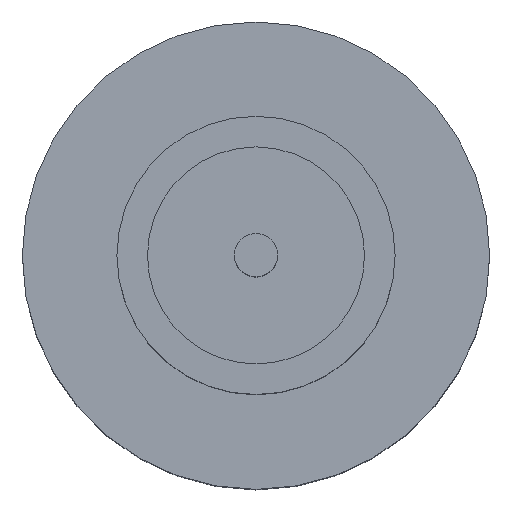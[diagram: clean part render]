
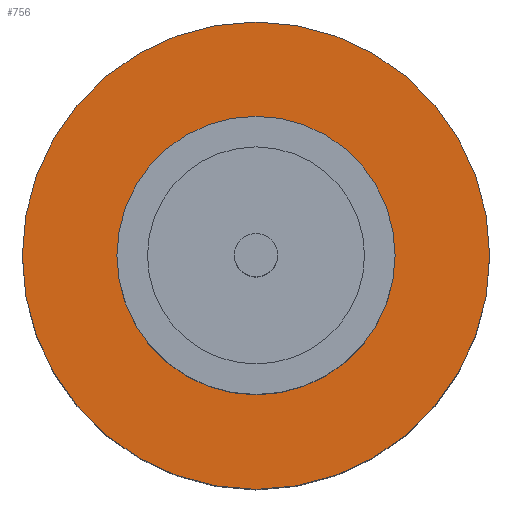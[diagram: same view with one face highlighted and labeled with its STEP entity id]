
A CAD part, top view. The second image highlights one B-rep face of the part: STEP entity #756.
In plain terms, the highlighted planar face has unit normal (0, 0, 1).
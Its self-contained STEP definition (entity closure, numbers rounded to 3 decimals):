
#20 = PLANE ( 'NONE',  #217 ) ;
#26 = CARTESIAN_POINT ( 'NONE',  ( 0., 0., 1.55 ) ) ;
#70 = EDGE_LOOP ( 'NONE', ( #198, #738 ) ) ;
#81 = VERTEX_POINT ( 'NONE', #680 ) ;
#83 = DIRECTION ( 'NONE',  ( 1., 0., 0. ) ) ;
#99 = DIRECTION ( 'NONE',  ( 0., 0., 1. ) ) ;
#109 = CARTESIAN_POINT ( 'NONE',  ( 0., 0., 1.55 ) ) ;
#129 = AXIS2_PLACEMENT_3D ( 'NONE', #410, #472, #83 ) ;
#172 = CIRCLE ( 'NONE', #129, 2.1 ) ;
#197 = EDGE_CURVE ( 'NONE', #526, #81, #293, .T. ) ;
#198 = ORIENTED_EDGE ( 'NONE', *, *, #454, .F. ) ;
#215 = EDGE_CURVE ( 'NONE', #246, #624, #172, .T. ) ;
#217 = AXIS2_PLACEMENT_3D ( 'NONE', #26, #99, #757 ) ;
#228 = CARTESIAN_POINT ( 'NONE',  ( 0., 0., 1.55 ) ) ;
#246 = VERTEX_POINT ( 'NONE', #743 ) ;
#272 = DIRECTION ( 'NONE',  ( 0., 0., 1. ) ) ;
#275 = EDGE_LOOP ( 'NONE', ( #461, #780 ) ) ;
#293 = CIRCLE ( 'NONE', #793, 1.25 ) ;
#327 = FACE_BOUND ( 'NONE', #70, .T. ) ;
#384 = DIRECTION ( 'NONE',  ( 0., 0., 1. ) ) ;
#388 = FACE_OUTER_BOUND ( 'NONE', #275, .T. ) ;
#397 = CARTESIAN_POINT ( 'NONE',  ( 0., 0., 1.55 ) ) ;
#405 = CARTESIAN_POINT ( 'NONE',  ( 2.1, 0., 1.55 ) ) ;
#410 = CARTESIAN_POINT ( 'NONE',  ( 0., 0., 1.55 ) ) ;
#413 = EDGE_CURVE ( 'NONE', #624, #246, #850, .T. ) ;
#435 = AXIS2_PLACEMENT_3D ( 'NONE', #397, #272, #443 ) ;
#443 = DIRECTION ( 'NONE',  ( 1., 0., 0. ) ) ;
#454 = EDGE_CURVE ( 'NONE', #81, #526, #656, .T. ) ;
#461 = ORIENTED_EDGE ( 'NONE', *, *, #215, .T. ) ;
#472 = DIRECTION ( 'NONE',  ( 0., 0., 1. ) ) ;
#526 = VERTEX_POINT ( 'NONE', #847 ) ;
#558 = AXIS2_PLACEMENT_3D ( 'NONE', #109, #384, #830 ) ;
#624 = VERTEX_POINT ( 'NONE', #405 ) ;
#656 = CIRCLE ( 'NONE', #435, 1.25 ) ;
#680 = CARTESIAN_POINT ( 'NONE',  ( 1.25, 0., 1.55 ) ) ;
#738 = ORIENTED_EDGE ( 'NONE', *, *, #197, .F. ) ;
#743 = CARTESIAN_POINT ( 'NONE',  ( -2.1, 0., 1.55 ) ) ;
#756 = ADVANCED_FACE ( 'NONE', ( #327, #388 ), #20, .T. ) ;
#757 = DIRECTION ( 'NONE',  ( 1., 0., 0. ) ) ;
#780 = ORIENTED_EDGE ( 'NONE', *, *, #413, .T. ) ;
#793 = AXIS2_PLACEMENT_3D ( 'NONE', #228, #810, #805 ) ;
#805 = DIRECTION ( 'NONE',  ( 1., 0., 0. ) ) ;
#810 = DIRECTION ( 'NONE',  ( 0., 0., 1. ) ) ;
#830 = DIRECTION ( 'NONE',  ( 1., 0., 0. ) ) ;
#847 = CARTESIAN_POINT ( 'NONE',  ( -1.25, 0., 1.55 ) ) ;
#850 = CIRCLE ( 'NONE', #558, 2.1 ) ;
